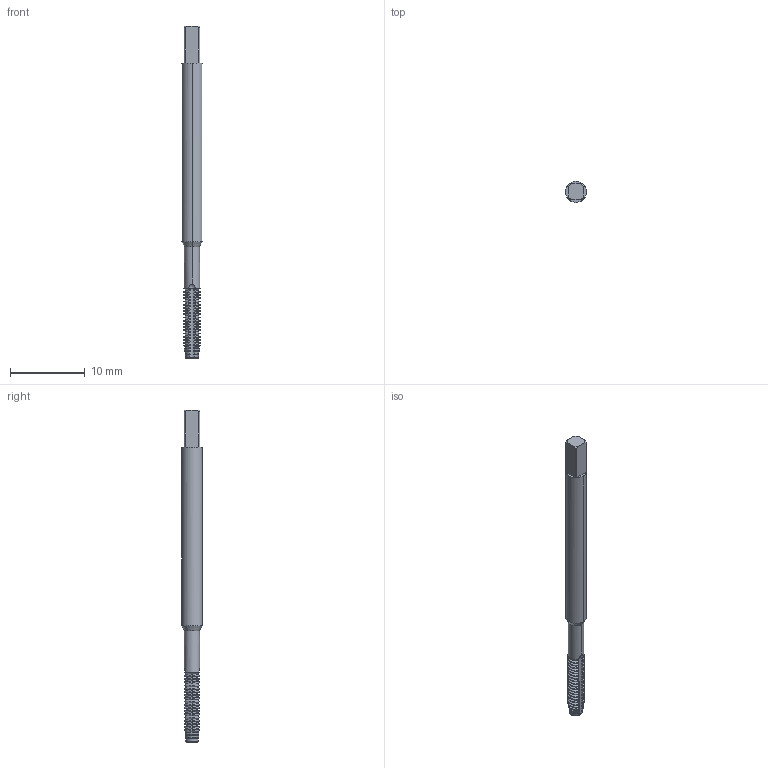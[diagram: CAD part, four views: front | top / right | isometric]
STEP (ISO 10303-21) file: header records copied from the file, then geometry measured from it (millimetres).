
FILE_DESCRIPTION(('no description'),'unknown implementation level');
FILE_NAME('solidRJYI0wb_inQZ_3UevhSj6bKlrMM_1.STP',' ',('CIM GmbH Aachen'),('CADClick - KiM GmbH - www.kimweb.de'),'unknown preprocess','ACIS','unknown authorization');
FILE_SCHEMA(('automotive_design'));
Length unit declared in the file: millimetre
Products named in the file (2): 1; 2
Bounding box: 2.8 x 2.8 x 44.5 mm (x, y, z)
Volume: 215.4 mm3; surface area: 476.4 mm2
Topology: 2 solids, 2 shells, 361 faces, 975 edges, 618 vertices
Faces by surface type: cone 198, cylinder 144, plane 17, torus 2
Entity records: 23750 total; most frequent: CARTESIAN_POINT 3907, STYLED_ITEM 1956, PRESENTATION_STYLE_ASSIGNMENT 1956, COLOUR_RGB 1956, ORIENTED_EDGE 1950, DIRECTION 1873, EDGE_CURVE 975, CURVE_STYLE 975
